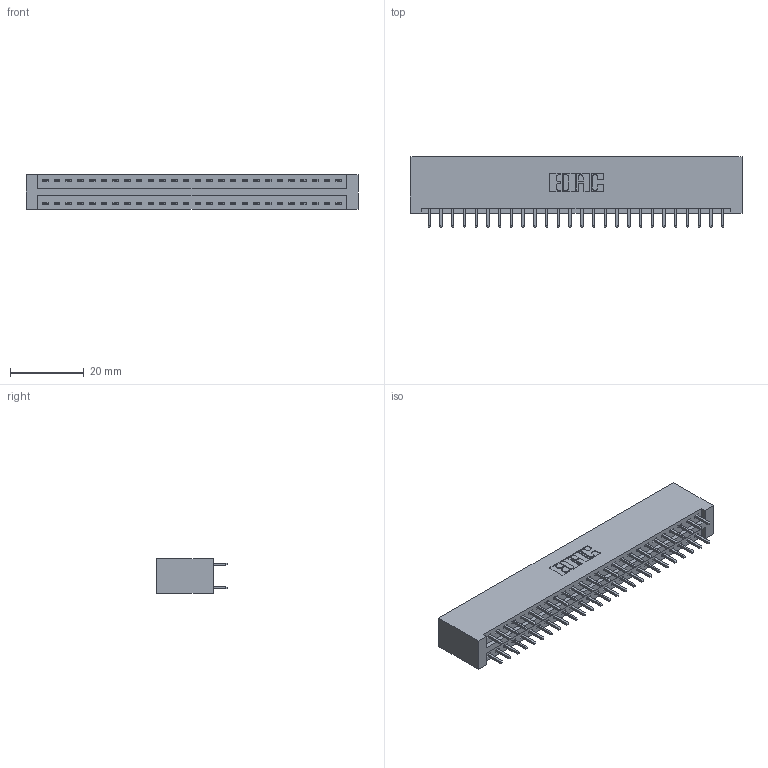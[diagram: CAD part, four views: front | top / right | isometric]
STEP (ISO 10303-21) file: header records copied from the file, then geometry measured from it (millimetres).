
FILE_DESCRIPTION (( 'STEP AP203' ), '1' );
FILE_NAME ('396-052-521-201.STEP', '2018-09-08T05:48:48', ( '' ), ( '' ), 'SwSTEP 2.0', 'SolidWorks 2016', '' );
FILE_SCHEMA (( 'CONFIG_CONTROL_DESIGN' ));
Length unit declared in the file: inch
Products named in the file (3): 346 Part_No Mounting Lugs; 345-292-001_345-293-121; 396-052-521-201
Assembly tree (53 placements, depth 2):
  396-052-521-201
    346 Part_No Mounting Lugs
    345-292-001_345-293-121  x52
Bounding box: 89.79 x 19.05 x 9.4 mm (x, y, z)
Volume: 9183.3 mm3; surface area: 12391.9 mm2
Topology: 53 solids, 53 shells, 2818 faces, 8365 edges, 5506 vertices
Faces by surface type: plane 1892, cylinder 926
Entity records: 18863 total; most frequent: CARTESIAN_POINT 3128, ORIENTED_EDGE 3062, DIRECTION 2803, EDGE_CURVE 1531, LINE 1303, VECTOR 1303, VERTEX_POINT 1018, AXIS2_PLACEMENT_3D 750
